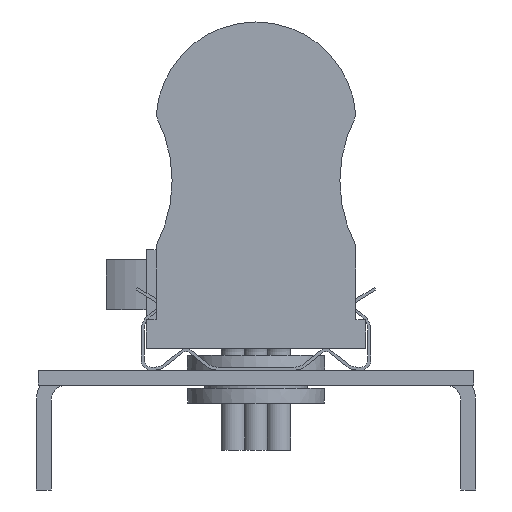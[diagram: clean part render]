
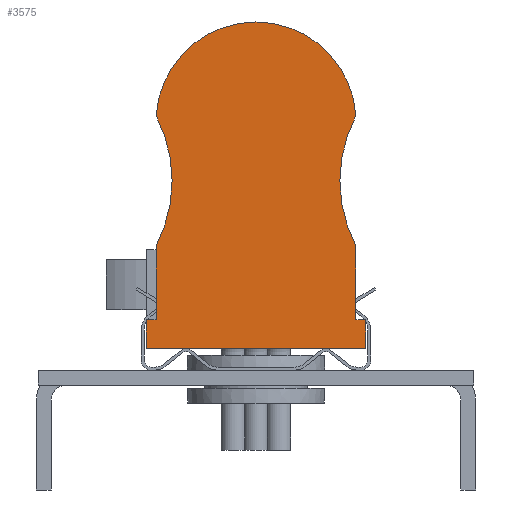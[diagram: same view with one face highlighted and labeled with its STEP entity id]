
A CAD part, front view. The second image highlights one B-rep face of the part: STEP entity #3575.
In plain terms, the highlighted face is planar.
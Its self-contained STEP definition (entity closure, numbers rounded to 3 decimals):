
#3392=CARTESIAN_POINT('',(-10.0,2.908,-155.0));
#3393=VERTEX_POINT('',#3392);
#3400=CARTESIAN_POINT('',(-10.0,-10.092,-155.0));
#3401=VERTEX_POINT('',#3400);
#3402=CARTESIAN_POINT('',(-22.403,-3.592,-155.0));
#3403=DIRECTION('',(0.0,0.0,-1.));
#3404=DIRECTION('',(-0.886,0.464,0.0));
#3405=AXIS2_PLACEMENT_3D('',#3402,#3403,#3404);
#3406=CIRCLE('',#3405,14.003);
#3407=EDGE_CURVE('',#3393,#3401,#3406,.T.);
#3424=CARTESIAN_POINT('',(-10.0,10.308,-155.0));
#3425=VERTEX_POINT('',#3424);
#3432=CARTESIAN_POINT('',(-10.0,10.308,-155.0));
#3433=DIRECTION('',(0.0,-1.0,0.0));
#3434=VECTOR('',#3433,7.4);
#3435=LINE('',#3432,#3434);
#3436=EDGE_CURVE('',#3425,#3393,#3435,.T.);
#3457=CARTESIAN_POINT('',(-11.0,10.308,-155.0));
#3458=VERTEX_POINT('',#3457);
#3465=CARTESIAN_POINT('',(-11.0,10.308,-155.0));
#3466=DIRECTION('',(1.0,0.0,0.0));
#3467=VECTOR('',#3466,1.0);
#3468=LINE('',#3465,#3467);
#3469=EDGE_CURVE('',#3458,#3425,#3468,.T.);
#3489=CARTESIAN_POINT('',(-11.0,13.208,-155.0));
#3490=VERTEX_POINT('',#3489);
#3497=CARTESIAN_POINT('',(-11.0,13.208,-155.0));
#3498=DIRECTION('',(0.0,-1.0,0.0));
#3499=VECTOR('',#3498,2.9);
#3500=LINE('',#3497,#3499);
#3501=EDGE_CURVE('',#3490,#3458,#3500,.T.);
#3516=CARTESIAN_POINT('',(4.681,-1.843,-155.0));
#3517=DIRECTION('',(0.0,0.0,1.0));
#3518=DIRECTION('',(1.0,0.0,0.0));
#3519=AXIS2_PLACEMENT_3D('',#3516,#3517,#3518);
#3520=PLANE('',#3519);
#3521=CARTESIAN_POINT('',(10.0,-10.092,-155.0));
#3522=VERTEX_POINT('',#3521);
#3523=CARTESIAN_POINT('',(0.,-9.473,-155.0));
#3524=DIRECTION('',(0.0,0.0,1.0));
#3525=DIRECTION('',(0.0,-1.0,0.0));
#3526=AXIS2_PLACEMENT_3D('',#3523,#3524,#3525);
#3527=CIRCLE('',#3526,10.019);
#3528=EDGE_CURVE('',#3401,#3522,#3527,.T.);
#3529=ORIENTED_EDGE('',*,*,#3528,.F.);
#3530=ORIENTED_EDGE('',*,*,#3407,.F.);
#3531=ORIENTED_EDGE('',*,*,#3436,.F.);
#3532=ORIENTED_EDGE('',*,*,#3469,.F.);
#3533=ORIENTED_EDGE('',*,*,#3501,.F.);
#3534=CARTESIAN_POINT('',(11.0,13.208,-155.0));
#3535=VERTEX_POINT('',#3534);
#3536=CARTESIAN_POINT('',(11.0,13.208,-155.0));
#3537=DIRECTION('',(-1.0,0.0,0.0));
#3538=VECTOR('',#3537,22.0);
#3539=LINE('',#3536,#3538);
#3540=EDGE_CURVE('',#3535,#3490,#3539,.T.);
#3541=ORIENTED_EDGE('',*,*,#3540,.F.);
#3542=CARTESIAN_POINT('',(11.0,10.308,-155.0));
#3543=VERTEX_POINT('',#3542);
#3544=CARTESIAN_POINT('',(11.0,10.308,-155.0));
#3545=DIRECTION('',(0.0,1.0,0.0));
#3546=VECTOR('',#3545,2.9);
#3547=LINE('',#3544,#3546);
#3548=EDGE_CURVE('',#3543,#3535,#3547,.T.);
#3549=ORIENTED_EDGE('',*,*,#3548,.F.);
#3550=CARTESIAN_POINT('',(10.0,10.308,-155.0));
#3551=VERTEX_POINT('',#3550);
#3552=CARTESIAN_POINT('',(10.0,10.308,-155.0));
#3553=DIRECTION('',(1.0,0.0,0.0));
#3554=VECTOR('',#3553,1.0);
#3555=LINE('',#3552,#3554);
#3556=EDGE_CURVE('',#3551,#3543,#3555,.T.);
#3557=ORIENTED_EDGE('',*,*,#3556,.F.);
#3558=CARTESIAN_POINT('',(10.0,2.908,-155.0));
#3559=VERTEX_POINT('',#3558);
#3560=CARTESIAN_POINT('',(10.0,2.908,-155.0));
#3561=DIRECTION('',(0.0,1.0,0.0));
#3562=VECTOR('',#3561,7.4);
#3563=LINE('',#3560,#3562);
#3564=EDGE_CURVE('',#3559,#3551,#3563,.T.);
#3565=ORIENTED_EDGE('',*,*,#3564,.F.);
#3566=CARTESIAN_POINT('',(22.403,-3.592,-155.0));
#3567=DIRECTION('',(0.0,0.0,-1.));
#3568=DIRECTION('',(0.886,-0.464,0.0));
#3569=AXIS2_PLACEMENT_3D('',#3566,#3567,#3568);
#3570=CIRCLE('',#3569,14.003);
#3571=EDGE_CURVE('',#3522,#3559,#3570,.T.);
#3572=ORIENTED_EDGE('',*,*,#3571,.F.);
#3573=EDGE_LOOP('',(#3529,#3530,#3531,#3532,#3533,#3541,#3549,#3557,#3565,#3572));
#3574=FACE_OUTER_BOUND('',#3573,.T.);
#3575=ADVANCED_FACE('',(#3574),#3520,.F.);
